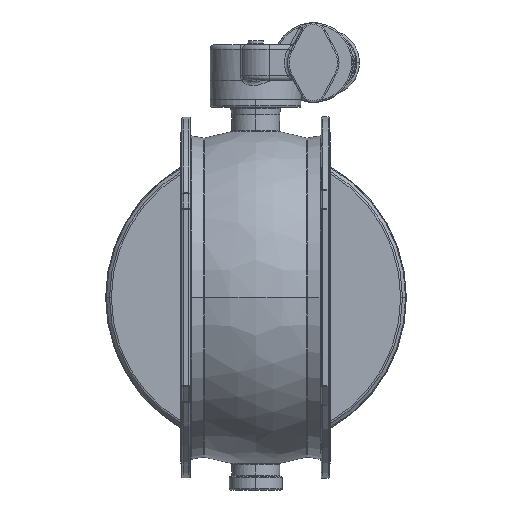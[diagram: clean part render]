
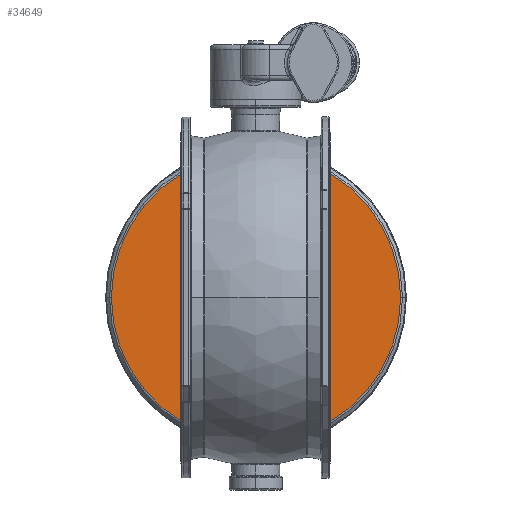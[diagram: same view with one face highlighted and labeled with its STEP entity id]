
A CAD part, front view. The second image highlights one B-rep face of the part: STEP entity #34649.
In plain terms, the highlighted planar face has unit normal (0, -1, 0).
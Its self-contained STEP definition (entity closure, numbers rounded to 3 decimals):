
#33351=CARTESIAN_POINT('',(0.,0.,0.));
#33352=DIRECTION('',(0.,1.,0.));
#33353=DIRECTION('',(1.,0.,0.));
#33354=AXIS2_PLACEMENT_3D('',#33351,#33352,#33353);
#33356=CARTESIAN_POINT('',(0.,0.,0.));
#33357=DIRECTION('',(0.,1.,0.));
#33358=DIRECTION('',(-1.,0.,0.));
#33359=AXIS2_PLACEMENT_3D('',#33356,#33357,#33358);
#33375=CARTESIAN_POINT('',(764.835,0.,
0.));
#33376=CARTESIAN_POINT('',(-764.835,0.,
0.));
#33377=VERTEX_POINT('',#33375);
#33378=VERTEX_POINT('',#33376);
#34640=CARTESIAN_POINT('',(0.,0.,0.));
#34641=DIRECTION('',(0.,-1.,0.));
#34642=DIRECTION('',(-1.,0.,0.));
#34643=AXIS2_PLACEMENT_3D('',#34640,#34641,#34642);
#34644=PLANE('',#34643);
#34645=ORIENTED_EDGE('',*,*,#34622,.T.);
#34646=ORIENTED_EDGE('',*,*,#34607,.T.);
#34647=EDGE_LOOP('',(#34645,#34646));
#34648=FACE_OUTER_BOUND('',#34647,.F.);
#34649=ADVANCED_FACE('',(#34648),#34644,.T.);
#33355=CIRCLE('',#33354,764.835);
#33360=CIRCLE('',#33359,764.835);
#34607=EDGE_CURVE('',#33378,#33377,#33360,.T.);
#34622=EDGE_CURVE('',#33377,#33378,#33355,.T.);
